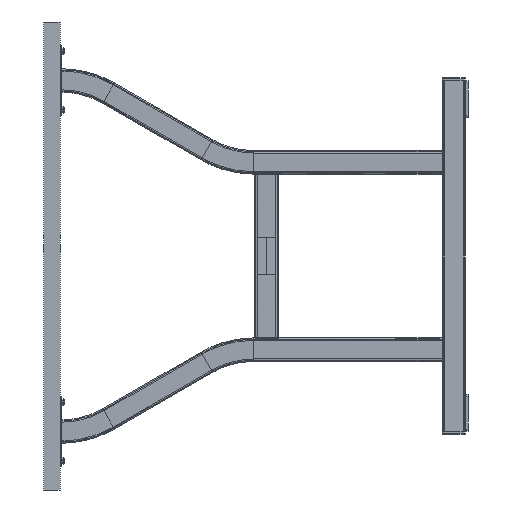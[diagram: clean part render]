
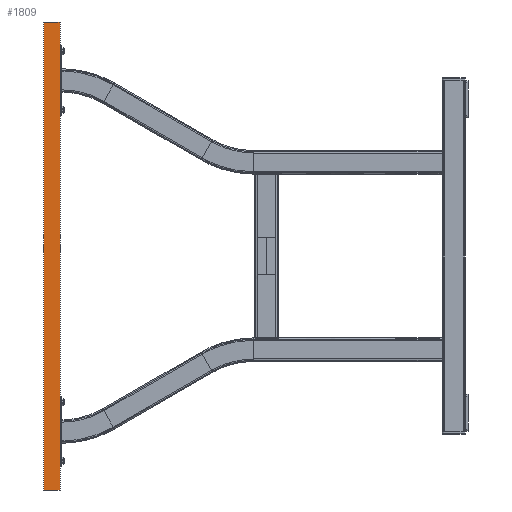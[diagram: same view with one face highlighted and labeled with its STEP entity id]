
A CAD part, left-side view. The second image highlights one B-rep face of the part: STEP entity #1809.
In plain terms, the highlighted free-form (B-spline) face has degree [1, 1] with [2, 2] control points.
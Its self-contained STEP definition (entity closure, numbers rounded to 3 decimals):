
#1809 = ADVANCED_FACE('',(#1810),#1840,.F.);
#1810 = FACE_BOUND('',#1811,.T.);
#1811 = EDGE_LOOP('',(#1812,#1821,#1828,#1835));
#1812 = ORIENTED_EDGE('',*,*,#1813,.T.);
#1813 = EDGE_CURVE('',#1814,#1816,#1818,.T.);
#1814 = VERTEX_POINT('',#1815);
#1815 = CARTESIAN_POINT('',(-884.574,0.,-442.287));
#1816 = VERTEX_POINT('',#1817);
#1817 = CARTESIAN_POINT('',(-884.574,0.,442.287));
#1818 = B_SPLINE_CURVE_WITH_KNOTS('',1,(#1819,#1820),.UNSPECIFIED.,.F.,
  .F.,(2,2),(0.,800.),.PIECEWISE_BEZIER_KNOTS.);
#1819 = CARTESIAN_POINT('',(-884.574,0.,-442.287));
#1820 = CARTESIAN_POINT('',(-884.574,0.,442.287));
#1821 = ORIENTED_EDGE('',*,*,#1822,.F.);
#1822 = EDGE_CURVE('',#1823,#1816,#1825,.T.);
#1823 = VERTEX_POINT('',#1824);
#1824 = CARTESIAN_POINT('',(-884.574,30.96,
    442.287));
#1825 = B_SPLINE_CURVE_WITH_KNOTS('',1,(#1826,#1827),.UNSPECIFIED.,.F.,
  .F.,(2,2),(-0.,28.),.PIECEWISE_BEZIER_KNOTS.);
#1826 = CARTESIAN_POINT('',(-884.574,30.96,
    442.287));
#1827 = CARTESIAN_POINT('',(-884.574,0.,442.287));
#1828 = ORIENTED_EDGE('',*,*,#1829,.F.);
#1829 = EDGE_CURVE('',#1830,#1823,#1832,.T.);
#1830 = VERTEX_POINT('',#1831);
#1831 = CARTESIAN_POINT('',(-884.574,30.96,
    -442.287));
#1832 = B_SPLINE_CURVE_WITH_KNOTS('',1,(#1833,#1834),.UNSPECIFIED.,.F.,
  .F.,(2,2),(0.,800.),.PIECEWISE_BEZIER_KNOTS.);
#1833 = CARTESIAN_POINT('',(-884.574,30.96,
    -442.287));
#1834 = CARTESIAN_POINT('',(-884.574,30.96,
    442.287));
#1835 = ORIENTED_EDGE('',*,*,#1836,.T.);
#1836 = EDGE_CURVE('',#1830,#1814,#1837,.T.);
#1837 = B_SPLINE_CURVE_WITH_KNOTS('',1,(#1838,#1839),.UNSPECIFIED.,.F.,
  .F.,(2,2),(-0.,28.),.PIECEWISE_BEZIER_KNOTS.);
#1838 = CARTESIAN_POINT('',(-884.574,30.96,
    -442.287));
#1839 = CARTESIAN_POINT('',(-884.574,0.,-442.287));
#1840 = B_SPLINE_SURFACE_WITH_KNOTS('',1,1,(
    (#1841,#1842)
    ,(#1843,#1844
    )),.UNSPECIFIED.,.F.,.F.,.F.,(2,2),(2,2),(-800.,0.),(-28.,0.),
  .PIECEWISE_BEZIER_KNOTS.);
#1841 = CARTESIAN_POINT('',(-884.574,0.,442.287));
#1842 = CARTESIAN_POINT('',(-884.574,30.96,
    442.287));
#1843 = CARTESIAN_POINT('',(-884.574,0.,-442.287));
#1844 = CARTESIAN_POINT('',(-884.574,30.96,
    -442.287));
